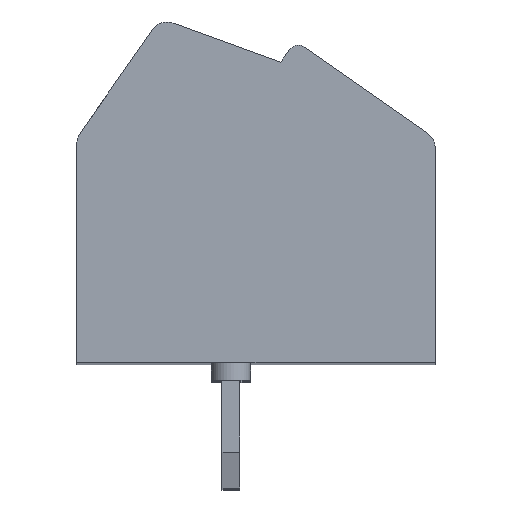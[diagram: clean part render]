
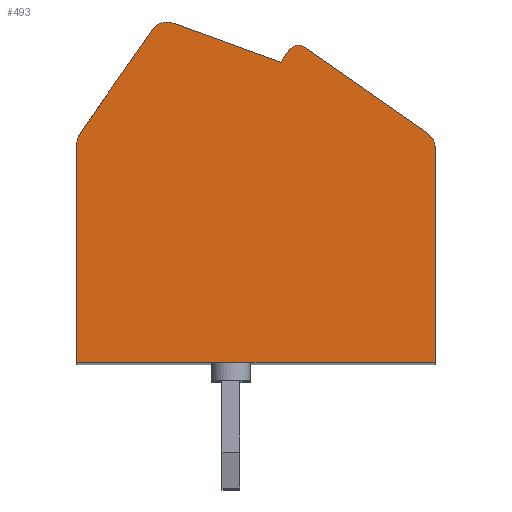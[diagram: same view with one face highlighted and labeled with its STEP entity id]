
A CAD part, top view. The second image highlights one B-rep face of the part: STEP entity #493.
In plain terms, the highlighted planar face has unit normal (0, 0, 1).
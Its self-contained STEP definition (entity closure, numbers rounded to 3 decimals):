
#493=ADVANCED_FACE('',(#1349),#1350,.F.);
#1349=FACE_OUTER_BOUND('',#2617,.T.);
#1350=PLANE('',#2618);
#2617=EDGE_LOOP('',(#4066,#4067,#4068,#4069,#4070,#4071,#4072,#4073,#4074,#4075,#4076));
#2618=AXIS2_PLACEMENT_3D('',#4077,#4078,#4079);
#4066=ORIENTED_EDGE('',*,*,#7541,.F.);
#4067=ORIENTED_EDGE('',*,*,#7542,.T.);
#4068=ORIENTED_EDGE('',*,*,#7543,.T.);
#4069=ORIENTED_EDGE('',*,*,#7544,.T.);
#4070=ORIENTED_EDGE('',*,*,#7545,.F.);
#4071=ORIENTED_EDGE('',*,*,#7546,.T.);
#4072=ORIENTED_EDGE('',*,*,#7547,.F.);
#4073=ORIENTED_EDGE('',*,*,#7548,.T.);
#4074=ORIENTED_EDGE('',*,*,#7549,.T.);
#4075=ORIENTED_EDGE('',*,*,#7550,.F.);
#4076=ORIENTED_EDGE('',*,*,#7551,.T.);
#4077=CARTESIAN_POINT('',(-25.045,-13.864,0.));
#4078=DIRECTION('',(0.,0.0,-1.0));
#4079=DIRECTION('',(-1.0,0.0,0.));
#7541=EDGE_CURVE('',#9043,#9044,#9045,.T.);
#7542=EDGE_CURVE('',#9043,#9046,#9047,.T.);
#7543=EDGE_CURVE('',#9046,#9048,#9049,.T.);
#7544=EDGE_CURVE('',#9048,#9050,#9051,.T.);
#7545=EDGE_CURVE('',#9052,#9050,#9053,.T.);
#7546=EDGE_CURVE('',#9052,#9054,#9055,.T.);
#7547=EDGE_CURVE('',#9056,#9054,#9057,.T.);
#7548=EDGE_CURVE('',#9056,#9058,#9059,.T.);
#7549=EDGE_CURVE('',#9058,#9060,#9061,.T.);
#7550=EDGE_CURVE('',#9062,#9060,#9063,.T.);
#7551=EDGE_CURVE('',#9062,#9044,#9064,.T.);
#9043=VERTEX_POINT('',#11189);
#9044=VERTEX_POINT('',#11190);
#9045=CIRCLE('',#11191,0.5);
#9046=VERTEX_POINT('',#11192);
#9047=LINE('',#11193,#11194);
#9048=VERTEX_POINT('',#11195);
#9049=LINE('',#11196,#11197);
#9050=VERTEX_POINT('',#11198);
#9051=LINE('',#11199,#11200);
#9052=VERTEX_POINT('',#11201);
#9053=CIRCLE('',#11202,0.5);
#9054=VERTEX_POINT('',#11203);
#9055=LINE('',#11204,#11205);
#9056=VERTEX_POINT('',#11206);
#9057=CIRCLE('',#11207,0.3);
#9058=VERTEX_POINT('',#11208);
#9059=LINE('',#11209,#11210);
#9060=VERTEX_POINT('',#11211);
#9061=LINE('',#11212,#11213);
#9062=VERTEX_POINT('',#11214);
#9063=CIRCLE('',#11215,0.5);
#9064=LINE('',#11216,#11217);
#11189=CARTESIAN_POINT('',(0.,6.109,0.0));
#11190=CARTESIAN_POINT('',(0.09,6.396,0.));
#11191=AXIS2_PLACEMENT_3D('',#13802,#13803,#13804);
#11192=CARTESIAN_POINT('',(0.0,0.0,0.0));
#11193=CARTESIAN_POINT('',(0.,-13.864,0.0));
#11194=VECTOR('',#13805,1.0);
#11195=CARTESIAN_POINT('',(10.,0.,0.));
#11196=CARTESIAN_POINT('',(-25.045,0.,0.));
#11197=VECTOR('',#13806,1.0);
#11198=CARTESIAN_POINT('',(10.,5.988,0.));
#11199=CARTESIAN_POINT('',(10.,-13.864,0.));
#11200=VECTOR('',#13807,1.0);
#11201=CARTESIAN_POINT('',(9.787,6.397,0.));
#11202=AXIS2_PLACEMENT_3D('',#13808,#13809,#13810);
#11203=CARTESIAN_POINT('',(6.353,8.802,0.));
#11204=CARTESIAN_POINT('',(-25.045,30.787,0.));
#11205=VECTOR('',#13811,1.0);
#11206=CARTESIAN_POINT('',(5.935,8.728,0.));
#11207=AXIS2_PLACEMENT_3D('',#13812,#13813,#13814);
#11208=CARTESIAN_POINT('',(5.691,8.379,0.));
#11209=CARTESIAN_POINT('',(-9.884,-13.864,0.));
#11210=VECTOR('',#13815,1.0);
#11211=CARTESIAN_POINT('',(2.695,9.47,0.));
#11212=CARTESIAN_POINT('',(-25.045,19.566,0.));
#11213=VECTOR('',#13816,1.0);
#11214=CARTESIAN_POINT('',(2.114,9.287,0.));
#11215=AXIS2_PLACEMENT_3D('',#13817,#13818,#13819);
#11216=CARTESIAN_POINT('',(-14.096,-13.864,0.));
#11217=VECTOR('',#13820,1.0);
#13802=CARTESIAN_POINT('',(0.5,6.109,0.));
#13803=DIRECTION('',(0.,0.0,-1.0));
#13804=DIRECTION('',(-1.0,0.0,0.));
#13805=DIRECTION('',(0.,-1.0,0.));
#13806=DIRECTION('',(1.0,0.,0.));
#13807=DIRECTION('',(0.0,1.0,0.0));
#13808=CARTESIAN_POINT('',(9.5,5.988,0.));
#13809=DIRECTION('',(0.,0.0,-1.0));
#13810=DIRECTION('',(-1.0,0.0,0.));
#13811=DIRECTION('',(-0.819,0.574,0.));
#13812=CARTESIAN_POINT('',(6.181,8.556,0.));
#13813=DIRECTION('',(0.,0.0,-1.0));
#13814=DIRECTION('',(-1.0,0.0,0.));
#13815=DIRECTION('',(-0.574,-0.819,0.));
#13816=DIRECTION('',(-0.94,0.342,0.));
#13817=CARTESIAN_POINT('',(2.524,9.,0.));
#13818=DIRECTION('',(0.,0.0,-1.0));
#13819=DIRECTION('',(-1.0,0.0,0.));
#13820=DIRECTION('',(-0.574,-0.819,0.));
